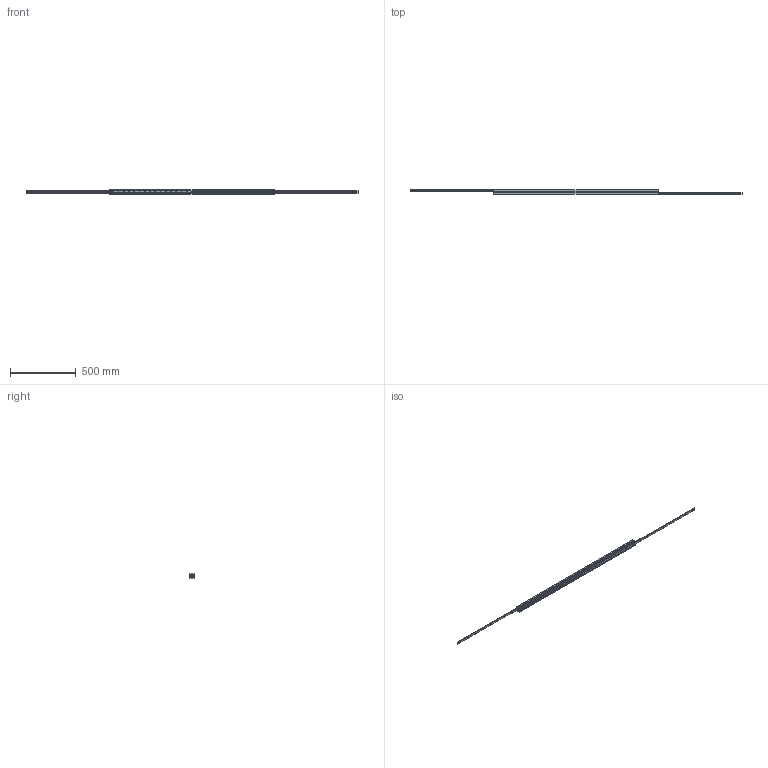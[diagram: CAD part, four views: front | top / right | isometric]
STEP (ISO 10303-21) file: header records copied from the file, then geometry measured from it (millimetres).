
FILE_DESCRIPTION((''),'2;1');
FILE_NAME('LCAH 35-1250.GD.stp','2016-01-14T15:28:39',('MRathmann'),(''),'Autodesk Inventor 2012','Autodesk Inventor 2012','');
FILE_SCHEMA(('CONFIG_CONTROL_DESIGN'));
Length unit declared in the file: millimetre
Products named in the file (8): LCAH 35-1250.GD.iam (Detailgenauigkeit1); LCH 35-1250; LLMG 35-1250; LLMD 35-1250; KF.LCA 35-0608.GZ; + AS.L 35 5x3,2; + VKB.L 35 5x10; + AS.L 35 M5x3,2
Assembly tree (16 placements, depth 2):
  LCAH 35-1250.GD.iam (Detailgenauigkeit1)
    LCH 35-1250  x2
    LLMG 35-1250
    LLMD 35-1250
    KF.LCA 35-0608.GZ  x2
    + AS.L 35 5x3,2  x4
    + VKB.L 35 5x10  x4
    + AS.L 35 M5x3,2  x2
Bounding box: 2529 x 34 x 35 mm (x, y, z)
Volume: 927621.7 mm3; surface area: 573455.8 mm2
Topology: 16 solids, 16 shells, 568 faces, 1474 edges, 976 vertices
Faces by surface type: cylinder 286, plane 240, cone 42
Full cylindrical faces by diameter (mm): 4.134 x4, 4.8 x4, 4.917 x16, 5 x14, 5.1 x62, 6 x6, 6.5 x16, 11 x62
Entity records: 10362 total; most frequent: CARTESIAN_POINT 2249, DIRECTION 1708, ORIENTED_EDGE 1358, AXIS2_PLACEMENT_3D 720, EDGE_CURVE 679, EDGE_LOOP 636, VERTEX_POINT 525, CIRCLE 369
